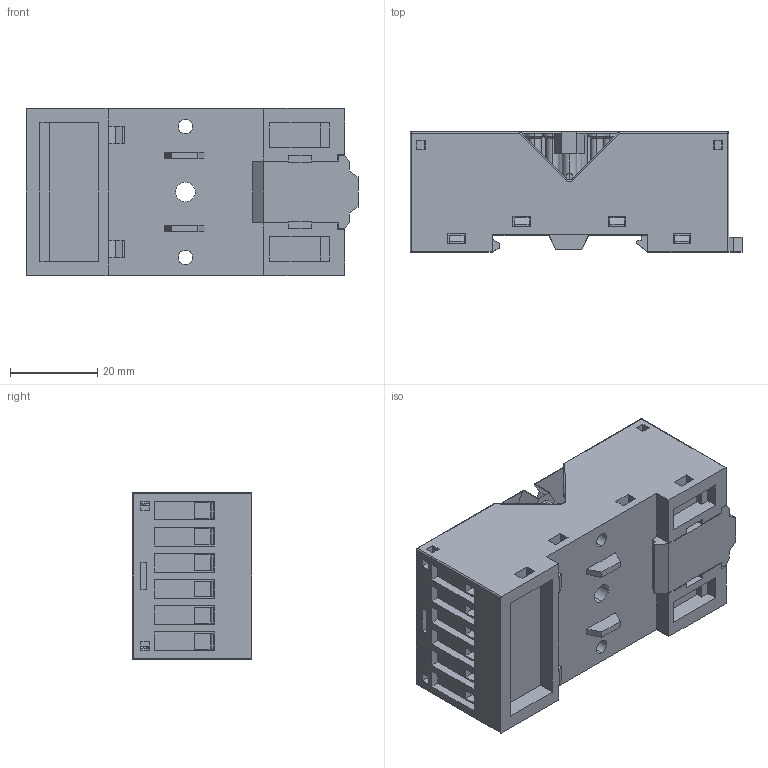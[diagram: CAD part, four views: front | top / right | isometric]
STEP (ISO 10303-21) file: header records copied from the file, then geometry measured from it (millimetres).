
FILE_DESCRIPTION (( 'STEP AP214' ), '1' );
FILE_NAME ('GPZ11.STEP', '2014-09-11T07:11:42', ( '' ), ( '' ), 'SwSTEP 2.0', 'SolidWorks 2012', '' );
FILE_SCHEMA (( 'AUTOMOTIVE_DESIGN' ));
Length unit declared in the file: millimetre
Products named in the file (3): GZT4-0015 - Wkrêt krzy¿owy M3x8; GPZ11
Assembly tree (13 placements, depth 2):
  GPZ11
    GPZ11
    GZT4-0015 - Wkrêt krzy¿owy M3x8  x12
Bounding box: 76.1 x 27.5 x 38.3 mm (x, y, z)
Volume: 60298.6 mm3; surface area: 23665.9 mm2
Topology: 13 solids, 13 shells, 1926 faces, 4555 edges, 2624 vertices
Faces by surface type: plane 694, cylinder 540, bspline 240, torus 230, cone 118, sphere 104
Entity records: 23511 total; most frequent: CARTESIAN_POINT 4635, ORIENTED_EDGE 3886, DIRECTION 3863, EDGE_CURVE 1943, VECTOR 1405, LINE 1405, AXIS2_PLACEMENT_3D 1229, VERTEX_POINT 1227
